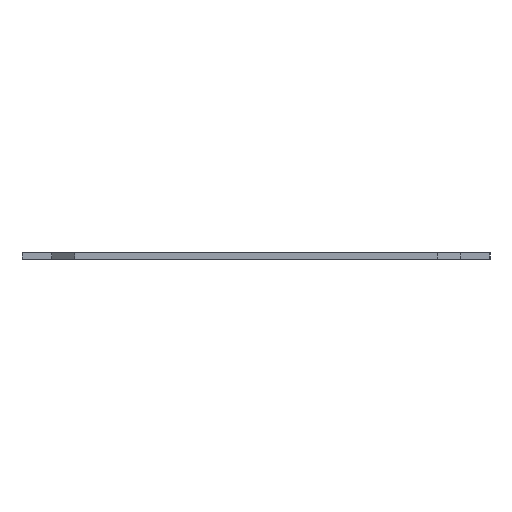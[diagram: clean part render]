
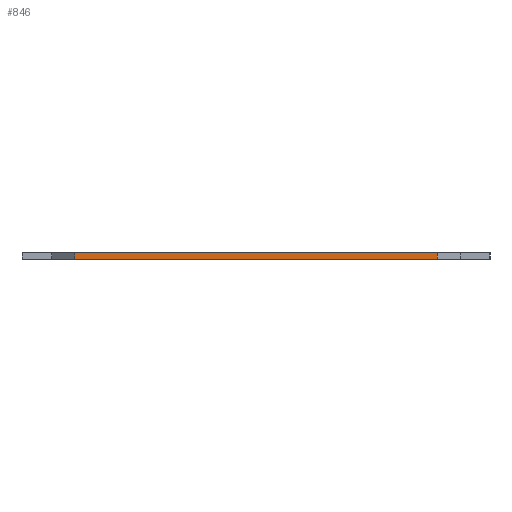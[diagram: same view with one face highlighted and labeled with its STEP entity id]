
A CAD part, left-side view. The second image highlights one B-rep face of the part: STEP entity #846.
In plain terms, the highlighted planar face has unit normal (-1, 0, 0).
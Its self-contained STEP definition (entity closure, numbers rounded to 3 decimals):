
#166=FACE_OUTER_BOUND('',#250,.T.);
#250=EDGE_LOOP('',(#759,#760,#761,#762));
#282=LINE('',#1264,#344);
#291=LINE('',#1348,#353);
#314=LINE('',#1454,#376);
#315=LINE('',#1456,#377);
#344=VECTOR('',#1015,10.);
#353=VECTOR('',#1062,10.);
#376=VECTOR('',#1159,10.);
#377=VECTOR('',#1162,10.);
#410=VERTEX_POINT('',#1261);
#411=VERTEX_POINT('',#1263);
#440=VERTEX_POINT('',#1345);
#441=VERTEX_POINT('',#1347);
#493=EDGE_CURVE('',#410,#411,#282,.T.);
#524=EDGE_CURVE('',#441,#440,#291,.T.);
#566=EDGE_CURVE('',#411,#440,#314,.T.);
#567=EDGE_CURVE('',#441,#410,#315,.T.);
#759=ORIENTED_EDGE('',*,*,#566,.F.);
#760=ORIENTED_EDGE('',*,*,#493,.F.);
#761=ORIENTED_EDGE('',*,*,#567,.F.);
#762=ORIENTED_EDGE('',*,*,#524,.T.);
#809=PLANE('',#952);
#846=ADVANCED_FACE('',(#166),#809,.T.);
#952=AXIS2_PLACEMENT_3D('',#1455,#1160,#1161);
#1015=DIRECTION('',(0.,1.,0.));
#1062=DIRECTION('',(0.,1.,0.));
#1159=DIRECTION('',(0.,0.,1.));
#1160=DIRECTION('center_axis',(-1.,0.,0.));
#1161=DIRECTION('ref_axis',(0.,1.,0.));
#1162=DIRECTION('',(0.,0.,-1.));
#1261=CARTESIAN_POINT('',(-11.799,-141.293,-2.5));
#1263=CARTESIAN_POINT('',(-11.799,-6.707,-2.5));
#1264=CARTESIAN_POINT('',(-11.799,-148.,-2.5));
#1345=CARTESIAN_POINT('',(-11.799,-6.707,0.));
#1347=CARTESIAN_POINT('',(-11.799,-141.293,0.));
#1348=CARTESIAN_POINT('',(-11.799,-148.,0.));
#1454=CARTESIAN_POINT('',(-11.799,-6.707,-1.875));
#1455=CARTESIAN_POINT('Origin',(-11.799,-148.,-2.5));
#1456=CARTESIAN_POINT('',(-11.799,-141.293,-1.875));
